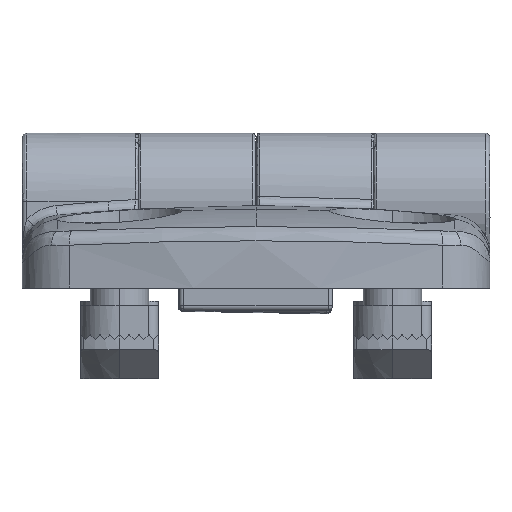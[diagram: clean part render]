
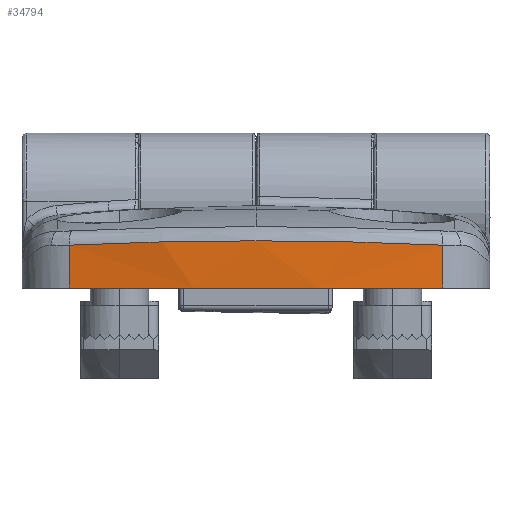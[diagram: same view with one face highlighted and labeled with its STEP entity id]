
A CAD part, top view. The second image highlights one B-rep face of the part: STEP entity #34794.
In plain terms, the highlighted cylindrical face has radius 100 mm (diameter 200 mm), a partial arc.
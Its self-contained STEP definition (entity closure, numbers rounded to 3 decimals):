
#70 = DIRECTION ( 'NONE',  ( 0., 1., 0. ) ) ;
#812 = CYLINDRICAL_SURFACE ( 'NONE', #32134, 100. ) ;
#837 = CARTESIAN_POINT ( 'NONE',  ( -3.087, 4.341, 17.793 ) ) ;
#1381 = ORIENTED_EDGE ( 'NONE', *, *, #41563, .T. ) ;
#2934 = CARTESIAN_POINT ( 'NONE',  ( -19.541, 4.396, 18.032 ) ) ;
#6059 = CARTESIAN_POINT ( 'NONE',  ( -22.258, 4.343, 17.804 ) ) ;
#6479 = CARTESIAN_POINT ( 'NONE',  ( -18.348, 4.413, 18.104 ) ) ;
#7149 = B_SPLINE_CURVE_WITH_KNOTS ( 'NONE', 3,
 ( #39877, #20449, #40009, #20313, #26380, #26807, #20185, #36191, #23553, #7462, #29812, #837, #39464, #33061, #7191 ),
 .UNSPECIFIED., .F., .F.,
 ( 4, 2, 2, 1, 1, 1, 2, 2, 4 ),
 ( 0., 0.25, 0.375, 0.437, 0.469, 0.484, 0.492, 0.5, 1. ),
 .UNSPECIFIED. ) ;
#7191 = CARTESIAN_POINT ( 'NONE',  ( -12.729, 4.448, 18.259 ) ) ;
#7462 = CARTESIAN_POINT ( 'NONE',  ( -2.93, 4.337, 17.778 ) ) ;
#9602 = CARTESIAN_POINT ( 'NONE',  ( -12.729, 4.448, 18.259 ) ) ;
#10324 = CARTESIAN_POINT ( 'NONE',  ( 6.42, -0.393, 16.408 ) ) ;
#10344 = DIRECTION ( 'NONE',  ( 0., -1., 0. ) ) ;
#12520 = VERTEX_POINT ( 'NONE', #27294 ) ;
#13344 = CIRCLE ( 'NONE', #23756, 100. ) ;
#13620 = CARTESIAN_POINT ( 'NONE',  ( 6.42, 4.009, 16.408 ) ) ;
#16116 = CARTESIAN_POINT ( 'NONE',  ( -15.952, 4.439, 18.22 ) ) ;
#16390 = CARTESIAN_POINT ( 'NONE',  ( -21.618, 4.357, 17.863 ) ) ;
#17004 = CARTESIAN_POINT ( 'NONE',  ( -12.729, 8.107, -81.741 ) ) ;
#17232 = VERTEX_POINT ( 'NONE', #40892 ) ;
#18016 = ORIENTED_EDGE ( 'NONE', *, *, #37053, .T. ) ;
#18448 = VECTOR ( 'NONE', #30659, 1000. ) ;
#18911 = CARTESIAN_POINT ( 'NONE',  ( -22.135, 4.346, 17.816 ) ) ;
#19455 = CARTESIAN_POINT ( 'NONE',  ( -31.878, 4.009, 16.408 ) ) ;
#20185 = CARTESIAN_POINT ( 'NONE',  ( -1.7, 4.308, 17.65 ) ) ;
#20313 = CARTESIAN_POINT ( 'NONE',  ( 0.929, 4.231, 17.325 ) ) ;
#20449 = CARTESIAN_POINT ( 'NONE',  ( 4.884, 4.083, 16.708 ) ) ;
#20924 = CARTESIAN_POINT ( 'NONE',  ( -31.878, 15.627, 16.408 ) ) ;
#21362 = VERTEX_POINT ( 'NONE', #41452 ) ;
#22401 = CARTESIAN_POINT ( 'NONE',  ( -14.345, 4.448, 18.259 ) ) ;
#22705 = CARTESIAN_POINT ( 'NONE',  ( -22.209, 4.345, 17.809 ) ) ;
#23553 = CARTESIAN_POINT ( 'NONE',  ( -2.776, 4.334, 17.762 ) ) ;
#23756 = AXIS2_PLACEMENT_3D ( 'NONE', #29716, #10344, #36246 ) ;
#23932 = LINE ( 'NONE', #32262, #27989 ) ;
#24587 = EDGE_CURVE ( 'NONE', #25094, #21362, #13344, .T. ) ;
#25094 = VERTEX_POINT ( 'NONE', #10324 ) ;
#25392 = CARTESIAN_POINT ( 'NONE',  ( -25.607, 4.269, 17.482 ) ) ;
#26380 = CARTESIAN_POINT ( 'NONE',  ( 0.125, 4.257, 17.433 ) ) ;
#26576 = DIRECTION ( 'NONE',  ( 0., -1., 0. ) ) ;
#26807 = CARTESIAN_POINT ( 'NONE',  ( -1.09, 4.291, 17.58 ) ) ;
#27294 = CARTESIAN_POINT ( 'NONE',  ( -12.729, 4.448, 18.259 ) ) ;
#27989 = VECTOR ( 'NONE', #70, 1000. ) ;
#28680 = CARTESIAN_POINT ( 'NONE',  ( -22.281, 4.343, 17.802 ) ) ;
#28820 = CARTESIAN_POINT ( 'NONE',  ( -21.963, 4.35, 17.832 ) ) ;
#29639 = FACE_OUTER_BOUND ( 'NONE', #41616, .T. ) ;
#29716 = CARTESIAN_POINT ( 'NONE',  ( -12.729, -0.393, -81.741 ) ) ;
#29812 = CARTESIAN_POINT ( 'NONE',  ( -3.033, 4.34, 17.788 ) ) ;
#30659 = DIRECTION ( 'NONE',  ( 0., 1., 0. ) ) ;
#32134 = AXIS2_PLACEMENT_3D ( 'NONE', #17004, #26576, #39511 ) ;
#32262 = CARTESIAN_POINT ( 'NONE',  ( 6.42, 8.107, 16.408 ) ) ;
#32332 = CARTESIAN_POINT ( 'NONE',  ( -28.801, 4.157, 17.009 ) ) ;
#33061 = CARTESIAN_POINT ( 'NONE',  ( -9.492, 4.448, 18.259 ) ) ;
#33846 = ORIENTED_EDGE ( 'NONE', *, *, #24587, .F. ) ;
#34739 = VERTEX_POINT ( 'NONE', #13620 ) ;
#34794 = ADVANCED_FACE ( 'NONE', ( #29639 ), #812, .T. ) ;
#35849 = ORIENTED_EDGE ( 'NONE', *, *, #37557, .T. ) ;
#36191 = CARTESIAN_POINT ( 'NONE',  ( -2.417, 4.325, 17.726 ) ) ;
#36246 = DIRECTION ( 'NONE',  ( 0., 0., -1. ) ) ;
#36542 = EDGE_CURVE ( 'NONE', #21362, #17232, #36681, .T. ) ;
#36681 = LINE ( 'NONE', #20924, #18448 ) ;
#37053 = EDGE_CURVE ( 'NONE', #34739, #12520, #7149, .T. ) ;
#37557 = EDGE_CURVE ( 'NONE', #25094, #34739, #23932, .T. ) ;
#39286 = ORIENTED_EDGE ( 'NONE', *, *, #36542, .F. ) ;
#39464 = CARTESIAN_POINT ( 'NONE',  ( -6.29, 4.412, 18.102 ) ) ;
#39511 = DIRECTION ( 'NONE',  ( 0., 0., -1. ) ) ;
#39877 = CARTESIAN_POINT ( 'NONE',  ( 6.42, 4.009, 16.408 ) ) ;
#39985 = B_SPLINE_CURVE_WITH_KNOTS ( 'NONE', 3,
 ( #9602, #22401, #16116, #6479, #2934, #41844, #16390, #28820, #18911, #22705, #6059, #28680, #25392, #32332, #19455 ),
 .UNSPECIFIED., .F., .F.,
 ( 4, 2, 1, 1, 1, 1, 1, 2, 2, 4 ),
 ( 0., 0.25, 0.375, 0.437, 0.469, 0.484, 0.492, 0.496, 0.5, 1. ),
 .UNSPECIFIED. ) ;
#40009 = CARTESIAN_POINT ( 'NONE',  ( 3.318, 4.148, 16.976 ) ) ;
#40892 = CARTESIAN_POINT ( 'NONE',  ( -31.878, 4.009, 16.408 ) ) ;
#41452 = CARTESIAN_POINT ( 'NONE',  ( -31.878, -0.393, 16.408 ) ) ;
#41563 = EDGE_CURVE ( 'NONE', #12520, #17232, #39985, .T. ) ;
#41616 = EDGE_LOOP ( 'NONE', ( #18016, #1381, #39286, #33846, #35849 ) ) ;
#41844 = CARTESIAN_POINT ( 'NONE',  ( -20.927, 4.371, 17.924 ) ) ;
